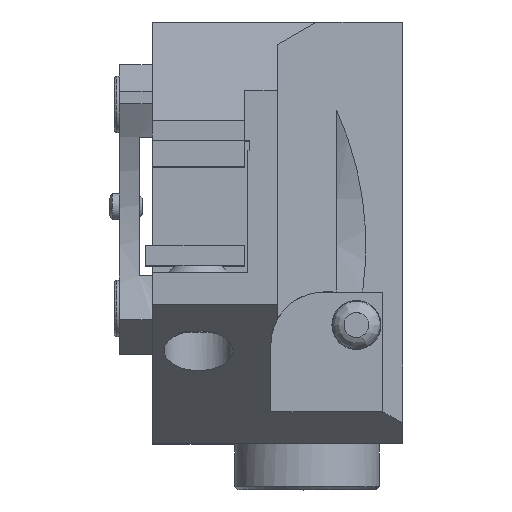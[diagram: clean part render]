
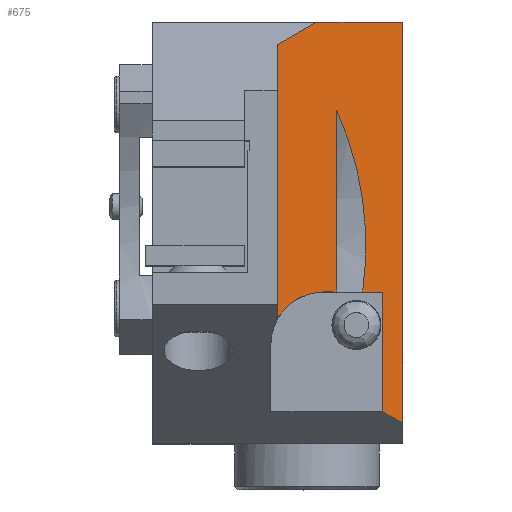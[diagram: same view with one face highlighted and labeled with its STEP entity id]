
A CAD part, top view. The second image highlights one B-rep face of the part: STEP entity #675.
In plain terms, the highlighted planar face has unit normal (0.707, 0, 0.707).
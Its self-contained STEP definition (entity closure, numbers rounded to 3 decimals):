
#75=ELLIPSE('',#2417,70.711,50.);
#76=ELLIPSE('',#2431,11.314,8.);
#98=FACE_OUTER_BOUND('',#1007,.T.);
#183=LINE('',#3288,#421);
#242=LINE('',#3424,#480);
#250=LINE('',#3443,#488);
#254=LINE('',#3449,#492);
#270=LINE('',#3484,#508);
#284=LINE('',#3516,#522);
#285=LINE('',#3517,#523);
#286=LINE('',#3518,#524);
#287=LINE('',#3520,#525);
#421=VECTOR('',#2622,1.);
#480=VECTOR('',#2711,1.);
#488=VECTOR('',#2729,1.);
#492=VECTOR('',#2735,1.);
#508=VECTOR('',#2761,1.);
#522=VECTOR('',#2785,1.);
#523=VECTOR('',#2786,1.);
#524=VECTOR('',#2787,1.);
#525=VECTOR('',#2788,1.);
#675=ADVANCED_FACE('',(#98),#812,.T.);
#812=PLANE('',#2432);
#1007=EDGE_LOOP('',(#1318,#1319,#1320,#1321,#1322,#1323,#1324,#1325,#1326,
#1327,#1328));
#1318=ORIENTED_EDGE('',*,*,#2136,.F.);
#1319=ORIENTED_EDGE('',*,*,#2137,.T.);
#1320=ORIENTED_EDGE('',*,*,#2090,.F.);
#1321=ORIENTED_EDGE('',*,*,#2092,.F.);
#1322=ORIENTED_EDGE('',*,*,#2138,.T.);
#1323=ORIENTED_EDGE('',*,*,#2023,.T.);
#1324=ORIENTED_EDGE('',*,*,#2139,.T.);
#1325=ORIENTED_EDGE('',*,*,#2140,.T.);
#1326=ORIENTED_EDGE('',*,*,#2121,.F.);
#1327=ORIENTED_EDGE('',*,*,#2103,.T.);
#1328=ORIENTED_EDGE('',*,*,#2099,.F.);
#1798=VERTEX_POINT('',#3281);
#1801=VERTEX_POINT('',#3287);
#1862=VERTEX_POINT('',#3421);
#1863=VERTEX_POINT('',#3423);
#1864=VERTEX_POINT('',#3427);
#1868=VERTEX_POINT('',#3441);
#1870=VERTEX_POINT('',#3444);
#1871=VERTEX_POINT('',#3450);
#1885=VERTEX_POINT('',#3485);
#1897=VERTEX_POINT('',#3515);
#1898=VERTEX_POINT('',#3519);
#2023=EDGE_CURVE('',#1798,#1801,#183,.T.);
#2090=EDGE_CURVE('',#1863,#1862,#242,.T.);
#2092=EDGE_CURVE('',#1864,#1863,#75,.T.);
#2099=EDGE_CURVE('',#1868,#1870,#250,.T.);
#2103=EDGE_CURVE('',#1871,#1870,#254,.T.);
#2121=EDGE_CURVE('',#1871,#1885,#270,.T.);
#2136=EDGE_CURVE('',#1897,#1868,#76,.T.);
#2137=EDGE_CURVE('',#1897,#1862,#284,.T.);
#2138=EDGE_CURVE('',#1864,#1798,#285,.T.);
#2139=EDGE_CURVE('',#1801,#1898,#286,.T.);
#2140=EDGE_CURVE('',#1898,#1885,#287,.T.);
#2417=AXIS2_PLACEMENT_3D('',#3428,#2715,#2716);
#2431=AXIS2_PLACEMENT_3D('',#3514,#2783,#2784);
#2432=AXIS2_PLACEMENT_3D('',#3521,#2789,#2790);
#2622=DIRECTION('',(0.,-1.,0.));
#2711=DIRECTION('',(0.,-1.,0.));
#2715=DIRECTION('',(0.707,0.,0.707));
#2716=DIRECTION('',(-0.707,0.,0.707));
#2729=DIRECTION('',(0.,1.,0.));
#2735=DIRECTION('',(-0.655,-0.378,0.655));
#2761=DIRECTION('',(0.707,0.,-0.707));
#2783=DIRECTION('',(0.707,0.,0.707));
#2784=DIRECTION('',(-0.707,0.,0.707));
#2785=DIRECTION('',(0.707,0.,-0.707));
#2786=DIRECTION('',(0.707,0.,-0.707));
#2787=DIRECTION('',(0.655,-0.378,-0.655));
#2788=DIRECTION('',(0.,1.,0.));
#2789=DIRECTION('',(0.707,0.,0.707));
#2790=DIRECTION('',(-0.707,0.,0.707));
#3281=CARTESIAN_POINT('',(6.,-7.,13.737));
#3287=CARTESIAN_POINT('',(6.,-25.166,13.737));
#3288=CARTESIAN_POINT('',(6.,-30.,13.737));
#3421=CARTESIAN_POINT('',(-1.,-7.,20.737));
#3423=CARTESIAN_POINT('',(-1.,20.592,20.737));
#3424=CARTESIAN_POINT('',(-1.,-30.,20.737));
#3427=CARTESIAN_POINT('',(2.945,-7.,16.793));
#3428=CARTESIAN_POINT('',(-46.563,0.,66.3));
#3441=CARTESIAN_POINT('',(-10.,-11.127,29.737));
#3443=CARTESIAN_POINT('',(-10.,-30.,29.737));
#3444=CARTESIAN_POINT('',(-10.,30.547,29.737));
#3449=CARTESIAN_POINT('',(-24.981,21.897,44.719));
#3450=CARTESIAN_POINT('',(-4.019,34.,23.756));
#3484=CARTESIAN_POINT('',(-10.,34.,29.737));
#3485=CARTESIAN_POINT('',(9.,34.,10.737));
#3514=CARTESIAN_POINT('',(-3.,-15.,22.737));
#3515=CARTESIAN_POINT('',(-3.,-7.,22.737));
#3516=CARTESIAN_POINT('',(-10.,-7.,29.737));
#3517=CARTESIAN_POINT('',(-10.,-7.,29.737));
#3518=CARTESIAN_POINT('',(-6.518,-17.938,26.255));
#3519=CARTESIAN_POINT('',(9.,-26.898,10.737));
#3520=CARTESIAN_POINT('',(9.,-30.,10.737));
#3521=CARTESIAN_POINT('',(-10.,-30.,29.737));
